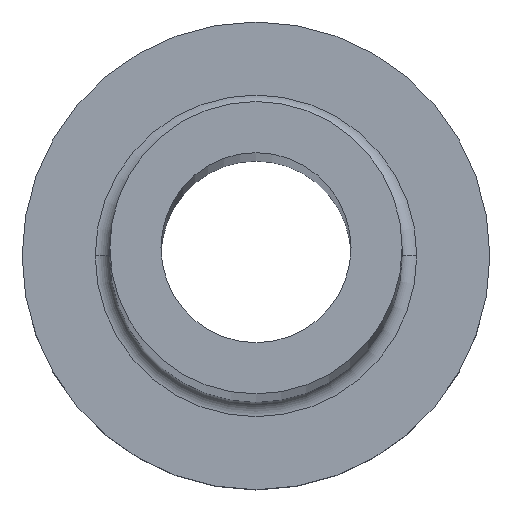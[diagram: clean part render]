
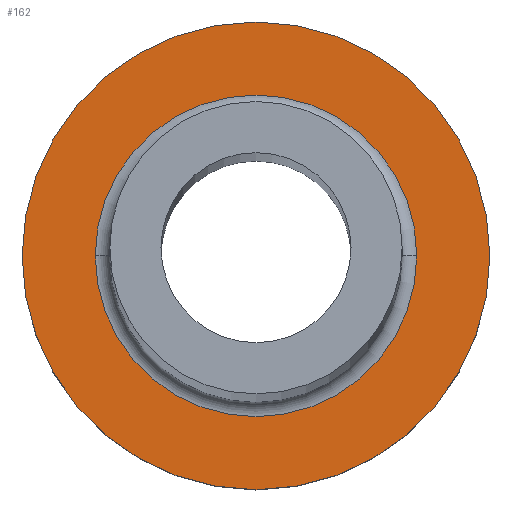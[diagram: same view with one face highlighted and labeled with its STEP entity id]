
A CAD part, top view. The second image highlights one B-rep face of the part: STEP entity #162.
In plain terms, the highlighted planar face has unit normal (0, 0, 1).
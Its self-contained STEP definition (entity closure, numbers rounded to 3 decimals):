
#14 = CARTESIAN_POINT ( 'NONE',  ( 0., 0., 5. ) ) ;
#20 = DIRECTION ( 'NONE',  ( 0., 0., -1. ) ) ;
#31 = CIRCLE ( 'NONE', #80, 8. ) ;
#41 = EDGE_CURVE ( 'NONE', #62, #213, #43, .T. ) ;
#43 = CIRCLE ( 'NONE', #304, 5.5 ) ;
#62 = VERTEX_POINT ( 'NONE', #251 ) ;
#64 = EDGE_LOOP ( 'NONE', ( #353, #325 ) ) ;
#80 = AXIS2_PLACEMENT_3D ( 'NONE', #14, #254, #138 ) ;
#95 = VERTEX_POINT ( 'NONE', #115 ) ;
#106 = DIRECTION ( 'NONE',  ( 0., 0., -1. ) ) ;
#111 = CARTESIAN_POINT ( 'NONE',  ( -5.5, 0., 5. ) ) ;
#113 = CARTESIAN_POINT ( 'NONE',  ( 0., 0., 5. ) ) ;
#115 = CARTESIAN_POINT ( 'NONE',  ( -8., 0., 5. ) ) ;
#138 = DIRECTION ( 'NONE',  ( 1., 0., 0. ) ) ;
#143 = DIRECTION ( 'NONE',  ( 1., 0., 0. ) ) ;
#162 = ADVANCED_FACE ( 'NONE', ( #225, #277 ), #370, .T. ) ;
#170 = CARTESIAN_POINT ( 'NONE',  ( 0., 0., 5. ) ) ;
#189 = AXIS2_PLACEMENT_3D ( 'NONE', #113, #200, #143 ) ;
#190 = AXIS2_PLACEMENT_3D ( 'NONE', #265, #20, #261 ) ;
#196 = CARTESIAN_POINT ( 'NONE',  ( 8., 0., 5. ) ) ;
#200 = DIRECTION ( 'NONE',  ( 0., 0., 1. ) ) ;
#202 = CIRCLE ( 'NONE', #190, 5.5 ) ;
#208 = EDGE_LOOP ( 'NONE', ( #267, #211 ) ) ;
#211 = ORIENTED_EDGE ( 'NONE', *, *, #273, .T. ) ;
#213 = VERTEX_POINT ( 'NONE', #111 ) ;
#214 = EDGE_CURVE ( 'NONE', #95, #266, #31, .T. ) ;
#225 = FACE_BOUND ( 'NONE', #64, .T. ) ;
#251 = CARTESIAN_POINT ( 'NONE',  ( 5.5, 0., 5. ) ) ;
#254 = DIRECTION ( 'NONE',  ( 0., 0., 1. ) ) ;
#258 = DIRECTION ( 'NONE',  ( 0., 0., 1. ) ) ;
#261 = DIRECTION ( 'NONE',  ( 1., 0., 0. ) ) ;
#265 = CARTESIAN_POINT ( 'NONE',  ( 0., 0., 5. ) ) ;
#266 = VERTEX_POINT ( 'NONE', #196 ) ;
#267 = ORIENTED_EDGE ( 'NONE', *, *, #214, .T. ) ;
#273 = EDGE_CURVE ( 'NONE', #266, #95, #341, .T. ) ;
#277 = FACE_OUTER_BOUND ( 'NONE', #208, .T. ) ;
#286 = AXIS2_PLACEMENT_3D ( 'NONE', #170, #258, #375 ) ;
#304 = AXIS2_PLACEMENT_3D ( 'NONE', #361, #106, #338 ) ;
#325 = ORIENTED_EDGE ( 'NONE', *, *, #333, .T. ) ;
#333 = EDGE_CURVE ( 'NONE', #213, #62, #202, .T. ) ;
#338 = DIRECTION ( 'NONE',  ( 1., 0., 0. ) ) ;
#341 = CIRCLE ( 'NONE', #286, 8. ) ;
#353 = ORIENTED_EDGE ( 'NONE', *, *, #41, .T. ) ;
#361 = CARTESIAN_POINT ( 'NONE',  ( 0., 0., 5. ) ) ;
#370 = PLANE ( 'NONE',  #189 ) ;
#375 = DIRECTION ( 'NONE',  ( 1., 0., 0. ) ) ;
